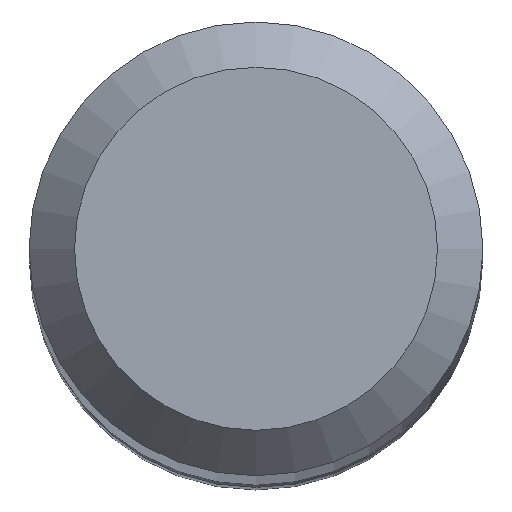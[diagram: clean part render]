
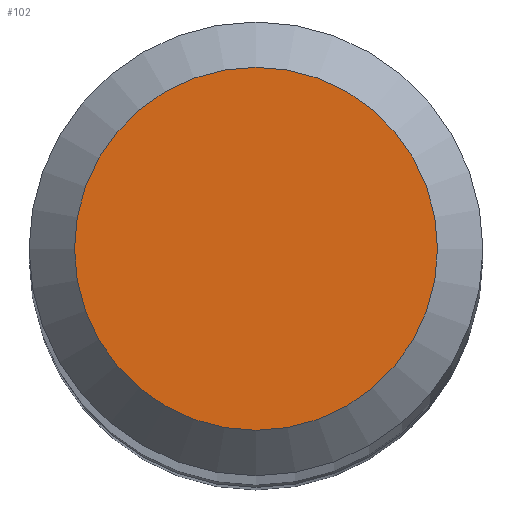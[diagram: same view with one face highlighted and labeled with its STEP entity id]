
A CAD part, top view. The second image highlights one B-rep face of the part: STEP entity #102.
In plain terms, the highlighted planar face has unit normal (0, 0, 1).
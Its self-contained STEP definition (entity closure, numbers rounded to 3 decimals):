
#6 = AXIS2_PLACEMENT_3D ( 'NONE', #268, #83, #14 ) ;
#14 = DIRECTION ( 'NONE',  ( 0., 1., 0. ) ) ;
#24 = EDGE_CURVE ( 'NONE', #137, #137, #142, .T. ) ;
#83 = DIRECTION ( 'NONE',  ( 0., 0., -1. ) ) ;
#102 = ADVANCED_FACE ( 'NONE', ( #222 ), #248, .F. ) ;
#105 = DIRECTION ( 'NONE',  ( 0., 0., -1. ) ) ;
#116 = EDGE_LOOP ( 'NONE', ( #303 ) ) ;
#137 = VERTEX_POINT ( 'NONE', #231 ) ;
#142 = CIRCLE ( 'NONE', #240, 1.2 ) ;
#201 = CARTESIAN_POINT ( 'NONE',  ( 0., 0., 61. ) ) ;
#222 = FACE_OUTER_BOUND ( 'NONE', #116, .T. ) ;
#231 = CARTESIAN_POINT ( 'NONE',  ( 0., 1.2, 61. ) ) ;
#240 = AXIS2_PLACEMENT_3D ( 'NONE', #201, #105, #270 ) ;
#248 = PLANE ( 'NONE',  #6 ) ;
#268 = CARTESIAN_POINT ( 'NONE',  ( 0., 0., 61. ) ) ;
#270 = DIRECTION ( 'NONE',  ( 0., 1., 0. ) ) ;
#303 = ORIENTED_EDGE ( 'NONE', *, *, #24, .F. ) ;
